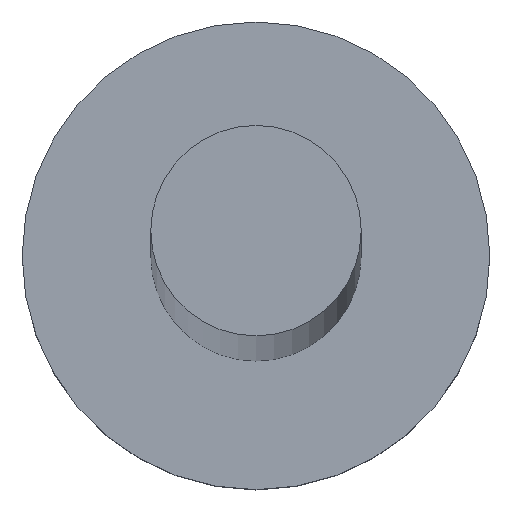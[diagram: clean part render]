
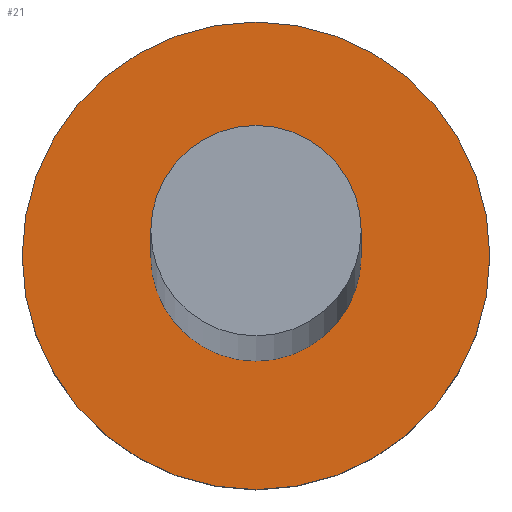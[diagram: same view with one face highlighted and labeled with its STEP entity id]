
A CAD part, top view. The second image highlights one B-rep face of the part: STEP entity #21.
In plain terms, the highlighted planar face has unit normal (0, 0, 1).
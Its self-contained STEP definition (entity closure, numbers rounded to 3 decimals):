
#5 = AXIS2_PLACEMENT_3D ( 'NONE', #56, #33, #232 ) ;
#10 = CARTESIAN_POINT ( 'NONE',  ( 0., 0., 1.5 ) ) ;
#17 = CARTESIAN_POINT ( 'NONE',  ( -2., 0., 1.5 ) ) ;
#21 = ADVANCED_FACE ( 'NONE', ( #151, #52 ), #198, .T. ) ;
#26 = ORIENTED_EDGE ( 'NONE', *, *, #230, .T. ) ;
#31 = CARTESIAN_POINT ( 'NONE',  ( 0., 0., 1.5 ) ) ;
#33 = DIRECTION ( 'NONE',  ( 0., 0., 1. ) ) ;
#45 = DIRECTION ( 'NONE',  ( 1., 0., 0. ) ) ;
#47 = ORIENTED_EDGE ( 'NONE', *, *, #75, .T. ) ;
#52 = FACE_OUTER_BOUND ( 'NONE', #76, .T. ) ;
#55 = DIRECTION ( 'NONE',  ( 0., 0., 1. ) ) ;
#56 = CARTESIAN_POINT ( 'NONE',  ( 0., 0., 1.5 ) ) ;
#61 = AXIS2_PLACEMENT_3D ( 'NONE', #31, #150, #250 ) ;
#66 = CARTESIAN_POINT ( 'NONE',  ( -0.9, 0., 1.5 ) ) ;
#75 = EDGE_CURVE ( 'NONE', #158, #245, #205, .T. ) ;
#76 = EDGE_LOOP ( 'NONE', ( #26, #47 ) ) ;
#88 = CIRCLE ( 'NONE', #144, 2. ) ;
#90 = VERTEX_POINT ( 'NONE', #153 ) ;
#93 = ORIENTED_EDGE ( 'NONE', *, *, #106, .F. ) ;
#94 = EDGE_LOOP ( 'NONE', ( #93, #146 ) ) ;
#106 = EDGE_CURVE ( 'NONE', #191, #90, #124, .T. ) ;
#116 = DIRECTION ( 'NONE',  ( 1., 0., 0. ) ) ;
#117 = DIRECTION ( 'NONE',  ( 1., 0., 0. ) ) ;
#118 = CARTESIAN_POINT ( 'NONE',  ( 0., 0., 1.5 ) ) ;
#124 = CIRCLE ( 'NONE', #5, 0.9 ) ;
#132 = DIRECTION ( 'NONE',  ( 0., 0., 1. ) ) ;
#138 = CARTESIAN_POINT ( 'NONE',  ( 2., 0., 1.5 ) ) ;
#140 = CARTESIAN_POINT ( 'NONE',  ( 0., 0., 1.5 ) ) ;
#144 = AXIS2_PLACEMENT_3D ( 'NONE', #140, #253, #45 ) ;
#146 = ORIENTED_EDGE ( 'NONE', *, *, #222, .F. ) ;
#150 = DIRECTION ( 'NONE',  ( 0., 0., 1. ) ) ;
#151 = FACE_BOUND ( 'NONE', #94, .T. ) ;
#153 = CARTESIAN_POINT ( 'NONE',  ( 0.9, 0., 1.5 ) ) ;
#156 = AXIS2_PLACEMENT_3D ( 'NONE', #118, #132, #117 ) ;
#158 = VERTEX_POINT ( 'NONE', #138 ) ;
#191 = VERTEX_POINT ( 'NONE', #66 ) ;
#198 = PLANE ( 'NONE',  #61 ) ;
#205 = CIRCLE ( 'NONE', #156, 2. ) ;
#208 = AXIS2_PLACEMENT_3D ( 'NONE', #10, #55, #116 ) ;
#222 = EDGE_CURVE ( 'NONE', #90, #191, #249, .T. ) ;
#230 = EDGE_CURVE ( 'NONE', #245, #158, #88, .T. ) ;
#232 = DIRECTION ( 'NONE',  ( 1., 0., 0. ) ) ;
#245 = VERTEX_POINT ( 'NONE', #17 ) ;
#249 = CIRCLE ( 'NONE', #208, 0.9 ) ;
#250 = DIRECTION ( 'NONE',  ( 1., 0., 0. ) ) ;
#253 = DIRECTION ( 'NONE',  ( 0., 0., 1. ) ) ;
